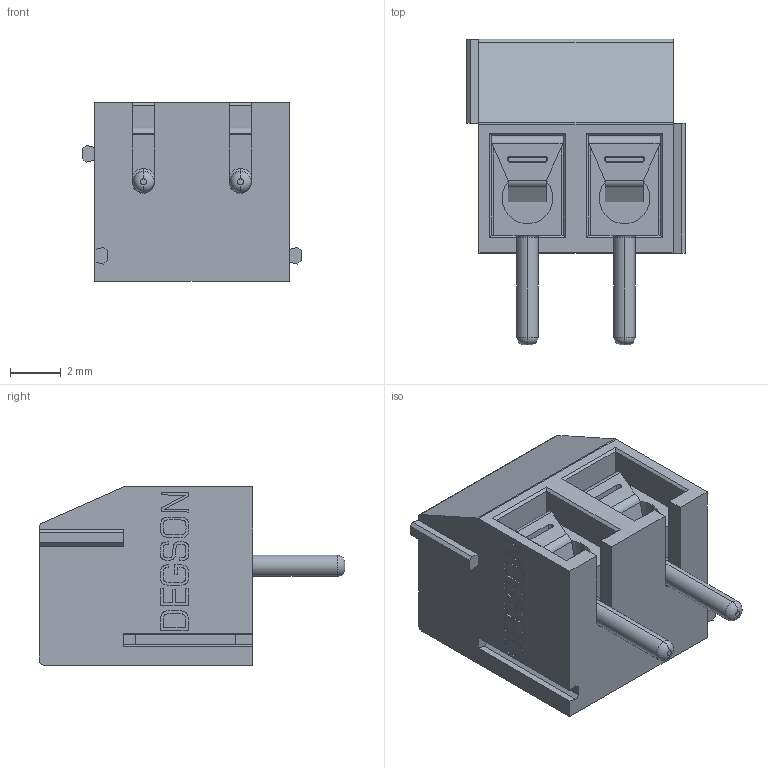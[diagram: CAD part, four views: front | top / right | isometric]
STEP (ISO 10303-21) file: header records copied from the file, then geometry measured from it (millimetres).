
FILE_DESCRIPTION (( 'STEP AP214' ), '1' );
FILE_NAME ('DG340-3.81-02P-12-00AH.STEP', '2017-04-29T16:19:42', ( 'SIG' ), ( '' ), 'SwSTEP 2.0', 'SolidWorks 2014', '' );
FILE_SCHEMA (( 'AUTOMOTIVE_DESIGN' ));
Length unit declared in the file: millimetre
Products named in the file (12): DG340-381-klamper; DG340-381-spring; DG340-381_screw; DG340-381; DG340-3.81-02P-12-00AH
Assembly tree (7 placements, depth 2):
  DG340-381-klamper
  DG340-381-spring
  DG340-381_screw
  DG340-381-spring
  DG340-381_screw
Bounding box: 8.58 x 12.01 x 7 mm (x, y, z)
Volume: 327 mm3; surface area: 991 mm2
Topology: 8 solids, 8 shells, 692 faces, 1834 edges, 1204 vertices
Faces by surface type: plane 428, bspline 165, cylinder 67, torus 22, cone 10
Entity records: 34364 total; most frequent: CARTESIAN_POINT 14159, ORIENTED_EDGE 3360, DIRECTION 2412, EDGE_CURVE 1680, VECTOR 1216, LINE 1216, VERTEX_POINT 1105, EDGE_LOOP 687
